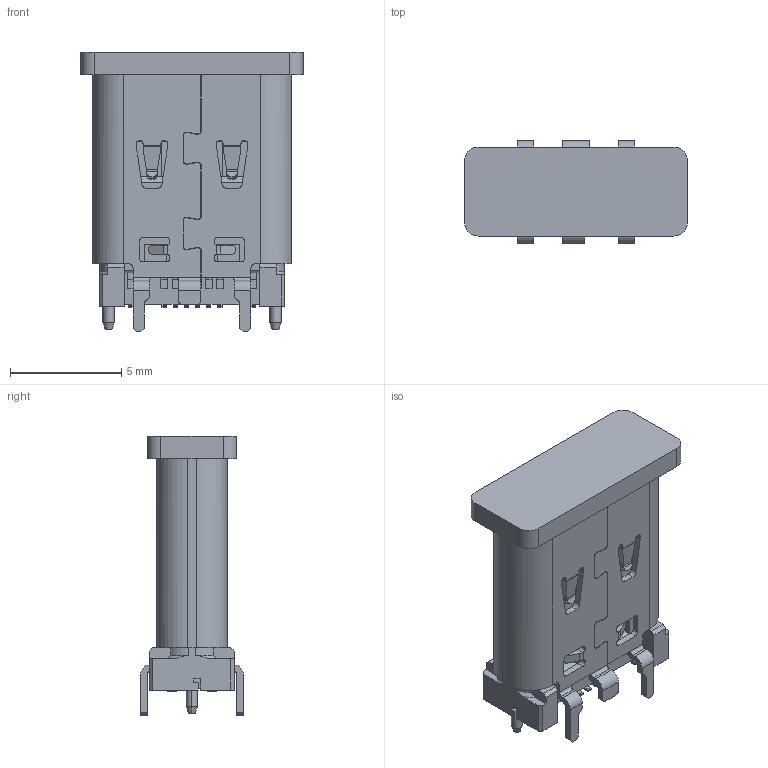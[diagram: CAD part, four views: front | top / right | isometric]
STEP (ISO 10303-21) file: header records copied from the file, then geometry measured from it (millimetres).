
FILE_DESCRIPTION((''),'2;1');
FILE_NAME('CF24P9_3H000_ASM','2021-12-22T13:41:38',('Administrator'),(''),'CREO PARAMETRIC BY PTC INC, 2016510','CREO PARAMETRIC BY PTC INC, 2016510','');
FILE_SCHEMA(('AUTOMOTIVE_DESIGN { 1 0 10303 214 1 1 1 1 }'));
Length unit declared in the file: millimetre
Products named in the file (3): 20190617000; CUSTOMER_3D; CF24P9_3H000_ASM
Assembly tree (2 placements, depth 2):
  CF24P9_3H000_ASM
    20190617000
    CUSTOMER_3D
Bounding box: 10 x 4.6 x 12.55 mm (x, y, z)
Volume: 217.6 mm3; surface area: 874.4 mm2
Topology: 2 solids, 15 shells, 1254 faces, 3415 edges, 2185 vertices
Faces by surface type: plane 987, cylinder 215, cone 44, bspline 8
Entity records: 44902 total; most frequent: CARTESIAN_POINT 7670, ORIENTED_EDGE 6830, DIRECTION 6274, EDGE_CURVE 3415, VECTOR 2802, LINE 2802, VERTEX_POINT 2185, AXIS2_PLACEMENT_3D 1736
